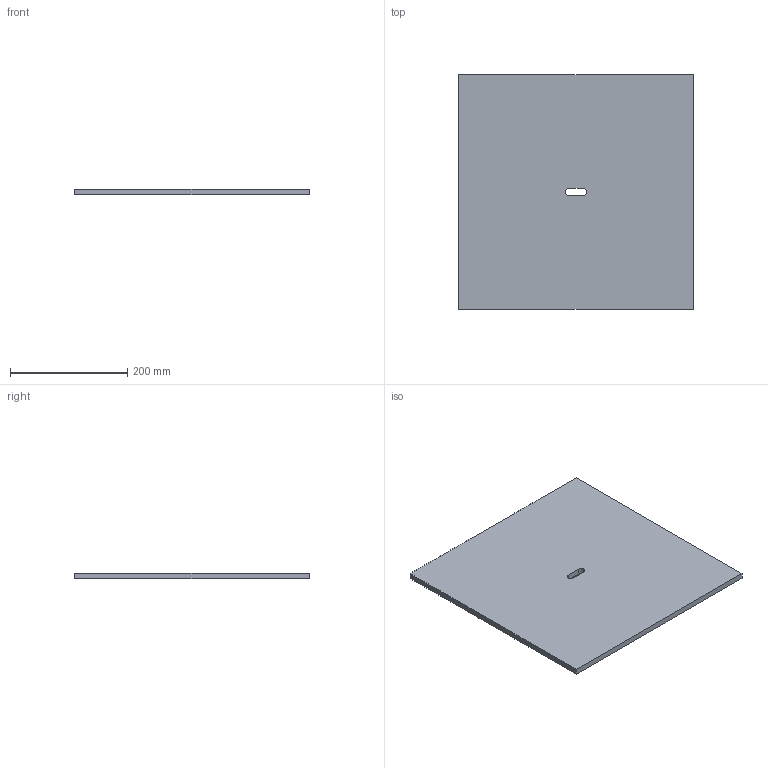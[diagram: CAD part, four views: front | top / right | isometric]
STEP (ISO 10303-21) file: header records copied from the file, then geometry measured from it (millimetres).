
FILE_DESCRIPTION (( 'STEP AP214' ), '1' );
FILE_NAME ('common_shapes2.STEP', '2025-11-11T06:21:56', ( '' ), ( '' ), 'SwSTEP 2.0', 'SolidWorks 2025', '' );
FILE_SCHEMA (( 'AUTOMOTIVE_DESIGN' ));
Length unit declared in the file: millimetre
Products named in the file (1): common_shapes2
Bounding box: 400 x 400 x 10 mm (x, y, z)
Volume: 1595854.2 mm3; surface area: 336042.1 mm2
Topology: 1 solids, 1 shells, 11 faces, 27 edges, 18 vertices
Faces by surface type: plane 8, cylinder 3
Entity records: 354 total; most frequent: CARTESIAN_POINT 57, DIRECTION 57, ORIENTED_EDGE 54, EDGE_CURVE 27, VECTOR 21, LINE 21, AXIS2_PLACEMENT_3D 18, VERTEX_POINT 18
